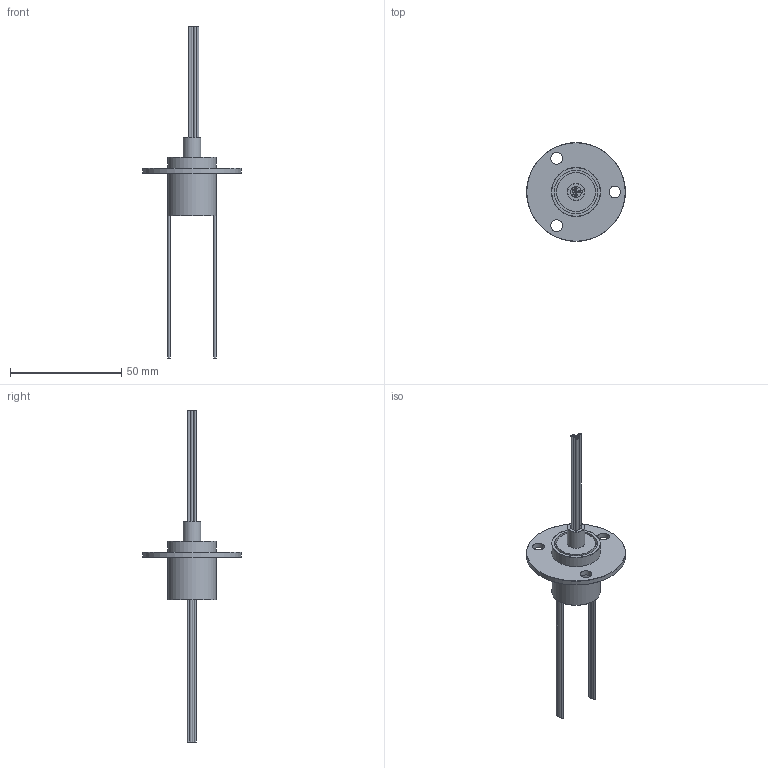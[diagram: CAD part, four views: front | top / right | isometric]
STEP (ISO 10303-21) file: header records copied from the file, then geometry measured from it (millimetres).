
FILE_DESCRIPTION(('STEP AP214'),'1');
FILE_NAME('MSC_22-08A-SLIP_RING_HOUSING.stp','2018-09-11T08:59:39',(' '),(' '),'Spatial InterOp 3D',' ',' ');
FILE_SCHEMA(('automotive_design'));
Length unit declared in the file: millimetre
Products named in the file (18): MSC_22-08A-SLIP_RING_HOUSING; Part2
Assembly tree (17 placements, depth 2):
  MSC_22-08A-SLIP_RING_HOUSING
    MSC_22-08A-SLIP_RING_HOUSING
    Part2
    Part2
    Part2
    Part2
    Part2
    Part2
    Part2
    Part2
    Part2
    Part2
    Part2
    Part2
    Part2
    Part2
    Part2
    Part2
Bounding box: 44.5 x 44.5 x 149.3 mm (x, y, z)
Volume: 13486.7 mm3; surface area: 8968.1 mm2
Topology: 17 solids, 17 shells, 71 faces, 90 edges, 59 vertices
Faces by surface type: plane 40, cylinder 26, torus 5
Full cylindrical faces by diameter (mm): 1 x16, 5 x1, 5.2 x3, 7.8 x1, 17.5 x1, 19.5 x1, 22 x2, 44.5 x1
Entity records: 2243 total; most frequent: DIRECTION 292, CARTESIAN_POINT 203, AXIS2_PLACEMENT_3D 146, EDGE_LOOP 114, ORIENTED_EDGE 114, FACE_OUTER_BOUND 102, STYLED_ITEM 71, PRESENTATION_STYLE_ASSIGNMENT 71
